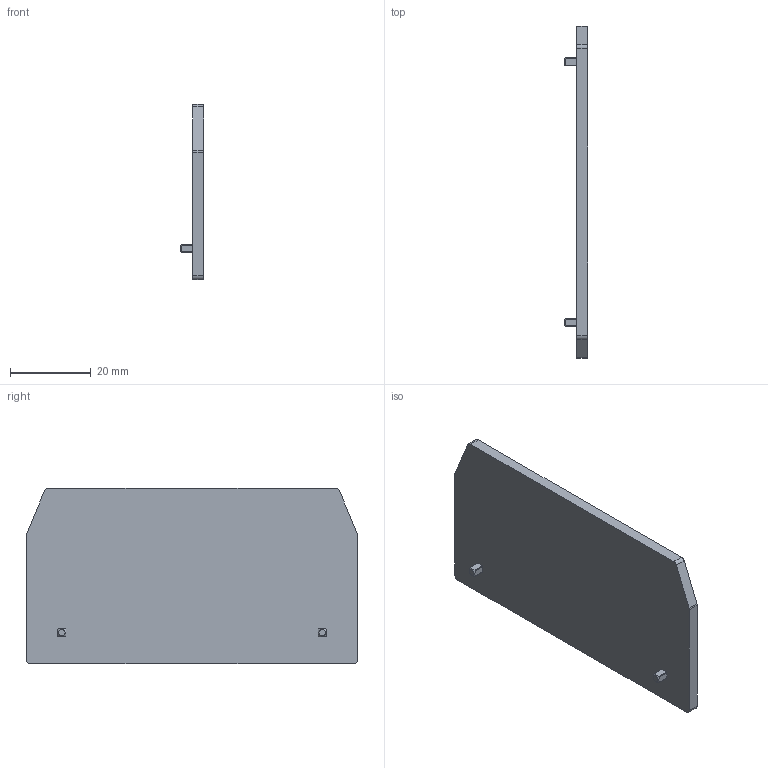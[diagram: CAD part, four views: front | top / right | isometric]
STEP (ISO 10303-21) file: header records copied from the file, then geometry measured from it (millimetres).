
FILE_DESCRIPTION(('CATIA V5R22 STEP214','CAx-IF Rec.Pracs.--- Model Styling and Organization---1.4--- 2014-01-23'),'2;1');
FILE_NAME ('039611-2_0', '2021-06-22T06:00:00+00:00', ('Weidmueller Interface'), ('Weidmueller'), 'CATIA Version 5-6 Release 2016 SP3 HF44', 'CATIA V5 STEP AP214', 'none');
FILE_SCHEMA(('AUTOMOTIVE_DESIGN { 1 0 10303 214 1 1 1 1 }'));
Length unit declared in the file: millimetre
Products named in the file (1): 1745160000
Bounding box: 5.7 x 82.2 x 43.45 mm (x, y, z)
Volume: 9511.5 mm3; surface area: 7725.4 mm2
Topology: 1 solids, 1 shells, 36 faces, 104 edges, 72 vertices
Faces by surface type: plane 18, cylinder 14, cone 4
Entity records: 1308 total; most frequent: CARTESIAN_POINT 364, ORIENTED_EDGE 208, DIRECTION 154, EDGE_CURVE 104, VERTEX_POINT 72, AXIS2_PLACEMENT_3D 60, VECTOR 60, LINE 60
